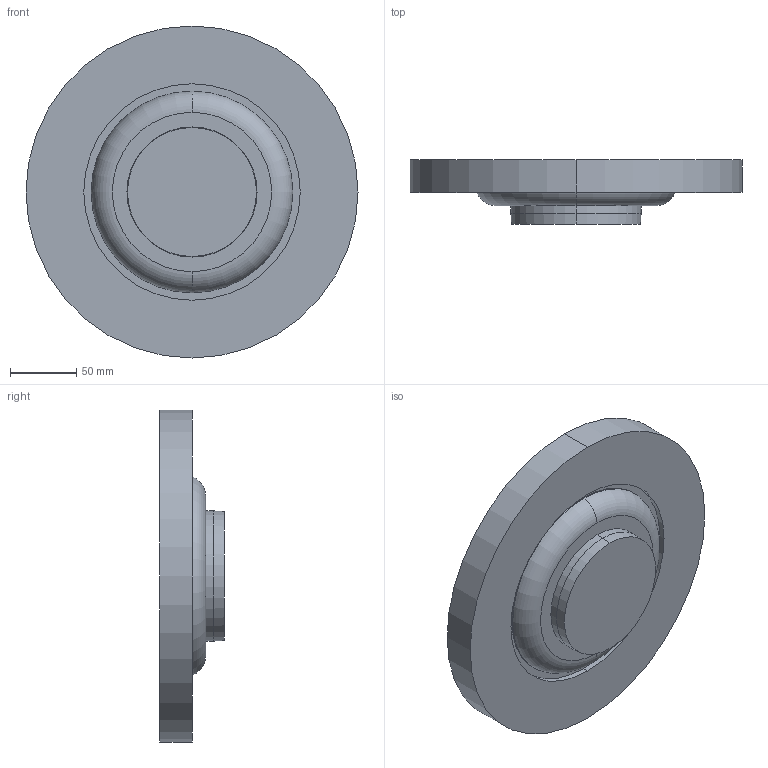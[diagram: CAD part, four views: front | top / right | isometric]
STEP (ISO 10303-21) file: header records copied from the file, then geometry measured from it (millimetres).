
FILE_DESCRIPTION (( 'STEP AP203' ), '1' );
FILE_NAME ('ÌÒ-119 Èçäåëèå - Ïîëóôîðìà 2.STEP', '2016-10-07T04:06:28', ( '' ), ( '' ), 'SwSTEP 2.0', 'SolidWorks 2013', '' );
FILE_SCHEMA (( 'CONFIG_CONTROL_DESIGN' ));
Length unit declared in the file: millimetre
Products named in the file (1): ÌÒ-119 Èçäåëèå - Ïîëóôîðìà 2
Bounding box: 250 x 48.5 x 250 mm (x, y, z)
Volume: 1451981.4 mm3; surface area: 127452.8 mm2
Topology: 1 solids, 1 shells, 17 faces, 32 edges, 20 vertices
Faces by surface type: cylinder 6, plane 5, cone 4, torus 2
Entity records: 513 total; most frequent: DIRECTION 90, CARTESIAN_POINT 70, ORIENTED_EDGE 64, AXIS2_PLACEMENT_3D 40, EDGE_CURVE 32, CIRCLE 22, EDGE_LOOP 20, VERTEX_POINT 20
